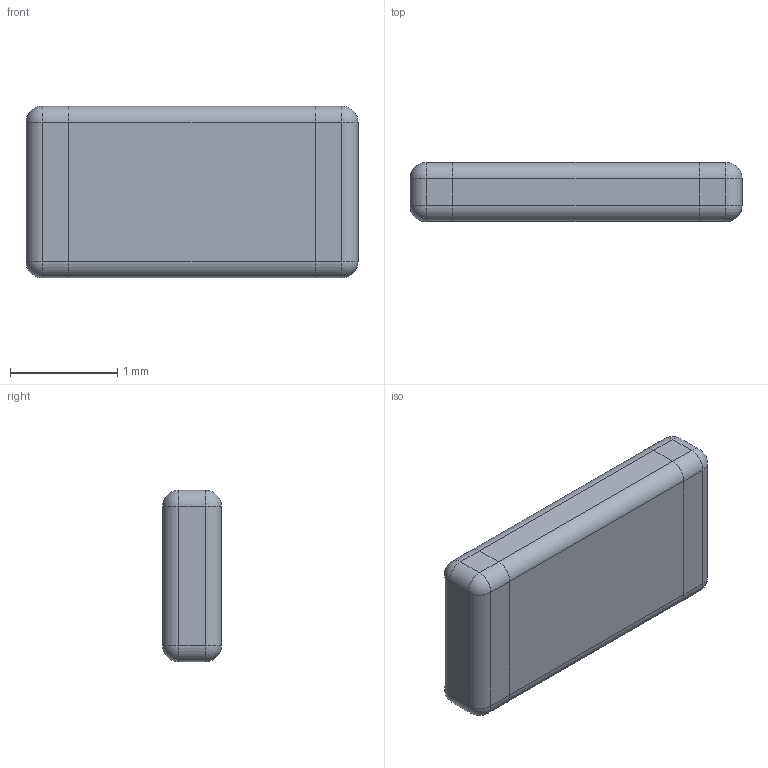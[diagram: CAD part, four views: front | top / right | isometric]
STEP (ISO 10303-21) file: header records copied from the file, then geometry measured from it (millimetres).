
FILE_DESCRIPTION (( 'STEP AP214' ), '1' );
FILE_NAME ('SMD Fuse 1206.STEP', '2020-09-26T13:34:52', ( '' ), ( '' ), 'SwSTEP 2.0', 'SolidWorks 2018', '' );
FILE_SCHEMA (( 'AUTOMOTIVE_DESIGN' ));
Length unit declared in the file: millimetre
Products named in the file (1): SMD Fuse 1206
Bounding box: 3.1 x 0.55 x 1.6 mm (x, y, z)
Volume: 2.6 mm3; surface area: 13.7 mm2
Topology: 1 solids, 1 shells, 94 faces, 226 edges, 132 vertices
Faces by surface type: bspline 36, plane 30, cylinder 20, sphere 8
Entity records: 5630 total; most frequent: CARTESIAN_POINT 2665, ORIENTED_EDGE 436, DIRECTION 296, EDGE_CURVE 218, VERTEX_POINT 132, LINE 114, VECTOR 114, EDGE_LOOP 100
